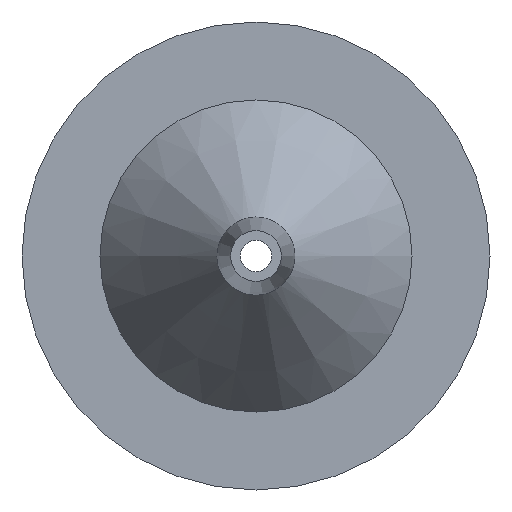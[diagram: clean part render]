
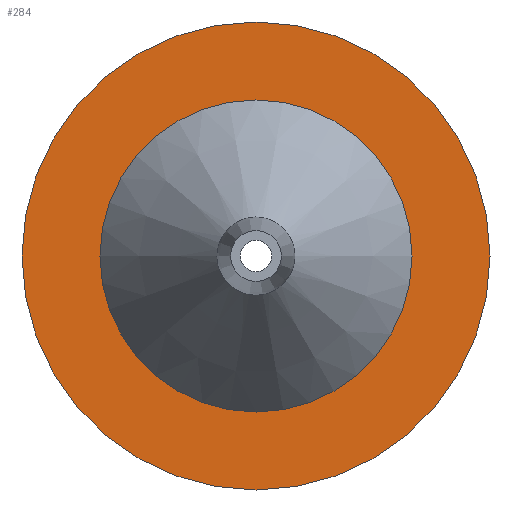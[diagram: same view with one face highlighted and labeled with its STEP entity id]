
A CAD part, front view. The second image highlights one B-rep face of the part: STEP entity #284.
In plain terms, the highlighted planar face has unit normal (0, -1, 0).
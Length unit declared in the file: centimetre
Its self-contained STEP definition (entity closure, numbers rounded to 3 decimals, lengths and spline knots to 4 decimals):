
#115=PLANE('',#317);
#131=VERTEX_POINT('',#366);
#132=VERTEX_POINT('',#369);
#148=CIRCLE('',#316,0.4);
#149=CIRCLE('',#318,0.6);
#165=EDGE_CURVE('',#131,#131,#148,.T.);
#166=EDGE_CURVE('',#132,#132,#149,.T.);
#197=ORIENTED_EDGE('',*,*,#166,.F.);
#198=ORIENTED_EDGE('',*,*,#165,.T.);
#231=EDGE_LOOP('',(#197));
#232=EDGE_LOOP('',(#198));
#265=FACE_BOUND('',#231,.T.);
#266=FACE_BOUND('',#232,.T.);
#284=ADVANCED_FACE('',(#265,#266),#115,.T.);
#316=AXIS2_PLACEMENT_3D('',#365,#427,#428);
#317=AXIS2_PLACEMENT_3D('',#367,#429,$);
#318=AXIS2_PLACEMENT_3D('',#368,#430,#431);
#365=CARTESIAN_POINT('',(0.,1.9,0.));
#366=CARTESIAN_POINT('',(0.4,1.9,0.));
#367=CARTESIAN_POINT('',(0.5,1.9,0.));
#368=CARTESIAN_POINT('',(0.,1.9,0.));
#369=CARTESIAN_POINT('',(0.6,1.9,0.));
#427=DIRECTION('',(0.,1.,0.));
#428=DIRECTION('',(0.4,0.,0.));
#429=DIRECTION('',(0.,-1.,0.));
#430=DIRECTION('',(0.,1.,0.));
#431=DIRECTION('',(0.6,0.,0.));
